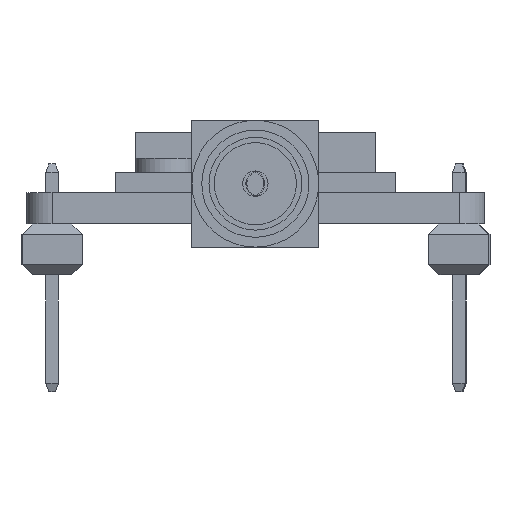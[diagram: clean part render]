
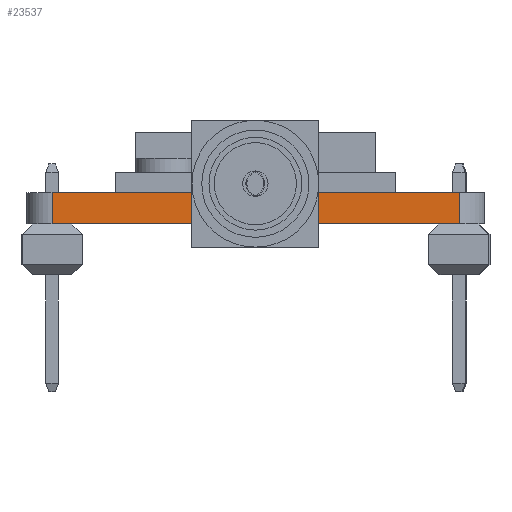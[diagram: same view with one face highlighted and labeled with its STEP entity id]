
A CAD part, left-side view. The second image highlights one B-rep face of the part: STEP entity #23537.
In plain terms, the highlighted planar face has unit normal (-1, 0, 0).
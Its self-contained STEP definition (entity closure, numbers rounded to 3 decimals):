
#1265=PLANE('',#25283);
#2212=FACE_OUTER_BOUND('',#3544,.T.);
#3544=EDGE_LOOP('',(#16170,#16171,#16172,#16173));
#5266=LINE('',#32839,#7554);
#5267=LINE('',#32842,#7555);
#5268=LINE('',#32844,#7556);
#5269=LINE('',#32845,#7557);
#7554=VECTOR('',#27481,10.);
#7555=VECTOR('',#27484,10.);
#7556=VECTOR('',#27485,10.);
#7557=VECTOR('',#27486,10.);
#10490=VERTEX_POINT('',#32835);
#10491=VERTEX_POINT('',#32837);
#10492=VERTEX_POINT('',#32841);
#10493=VERTEX_POINT('',#32843);
#12724=EDGE_CURVE('',#10490,#10491,#5266,.T.);
#12725=EDGE_CURVE('',#10492,#10490,#5267,.T.);
#12726=EDGE_CURVE('',#10493,#10491,#5268,.T.);
#12727=EDGE_CURVE('',#10492,#10493,#5269,.T.);
#16170=ORIENTED_EDGE('',*,*,#12725,.T.);
#16171=ORIENTED_EDGE('',*,*,#12724,.T.);
#16172=ORIENTED_EDGE('',*,*,#12726,.F.);
#16173=ORIENTED_EDGE('',*,*,#12727,.F.);
#23537=ADVANCED_FACE('',(#2212),#1265,.T.);
#25283=AXIS2_PLACEMENT_3D('',#32840,#27482,#27483);
#27481=DIRECTION('',(0.,0.,1.));
#27482=DIRECTION('center_axis',(-1.,0.,0.));
#27483=DIRECTION('ref_axis',(0.,-1.,0.));
#27484=DIRECTION('',(0.,-1.,0.));
#27485=DIRECTION('',(0.,-1.,0.));
#27486=DIRECTION('',(0.,0.,1.));
#32835=CARTESIAN_POINT('',(0.,1.27,0.));
#32837=CARTESIAN_POINT('',(0.,1.27,1.57));
#32839=CARTESIAN_POINT('',(0.,1.27,0.));
#32840=CARTESIAN_POINT('Origin',(0.,21.59,0.));
#32841=CARTESIAN_POINT('',(0.,21.59,0.));
#32842=CARTESIAN_POINT('',(0.,21.59,0.));
#32843=CARTESIAN_POINT('',(0.,21.59,1.57));
#32844=CARTESIAN_POINT('',(0.,21.59,1.57));
#32845=CARTESIAN_POINT('',(0.,21.59,0.));
